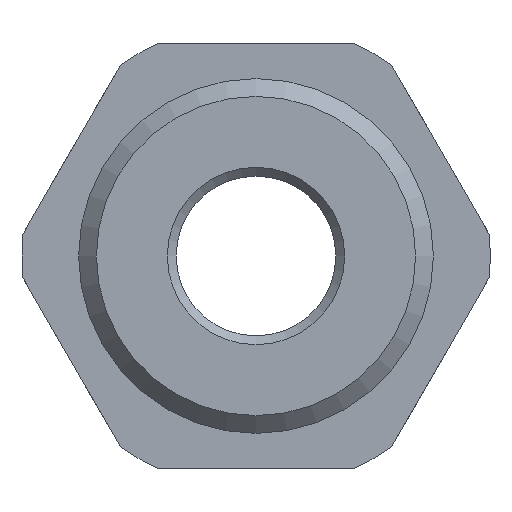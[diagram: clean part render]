
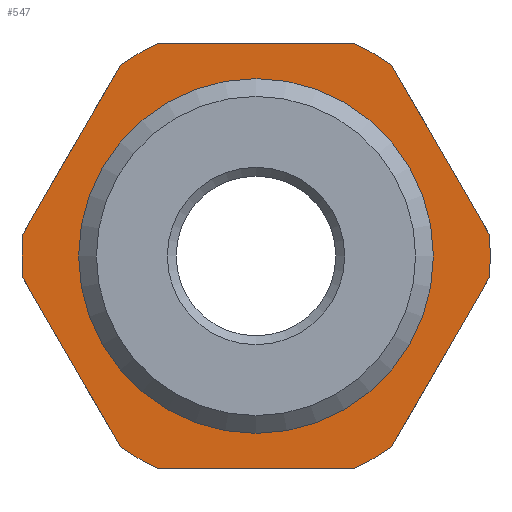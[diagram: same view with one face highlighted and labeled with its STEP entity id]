
A CAD part, left-side view. The second image highlights one B-rep face of the part: STEP entity #547.
In plain terms, the highlighted planar face has unit normal (-1, 0, 0).
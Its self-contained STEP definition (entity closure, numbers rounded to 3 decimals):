
#31 = DIRECTION ( 'NONE',  ( 1., 0., 0. ) ) ;
#44 = EDGE_CURVE ( 'NONE', #1319, #990, #781, .T. ) ;
#61 = DIRECTION ( 'NONE',  ( 0., 0., 1. ) ) ;
#80 = CARTESIAN_POINT ( 'NONE',  ( 20.3, 7.643, 10.762 ) ) ;
#94 = VERTEX_POINT ( 'NONE', #140 ) ;
#113 = CARTESIAN_POINT ( 'NONE',  ( 20.3, 0., 0. ) ) ;
#119 = CARTESIAN_POINT ( 'NONE',  ( 20.3, 6.062, -13.5 ) ) ;
#140 = CARTESIAN_POINT ( 'NONE',  ( 20.3, -7.643, 10.762 ) ) ;
#161 = DIRECTION ( 'NONE',  ( 0., 0., 1. ) ) ;
#193 = CARTESIAN_POINT ( 'NONE',  ( 20.3, 0., 0. ) ) ;
#199 = CARTESIAN_POINT ( 'NONE',  ( 20.3, -5.499, -12. ) ) ;
#204 = DIRECTION ( 'NONE',  ( -1., 0., 0. ) ) ;
#205 = CARTESIAN_POINT ( 'NONE',  ( 20.3, 0., 0. ) ) ;
#214 = LINE ( 'NONE', #931, #1081 ) ;
#237 = VERTEX_POINT ( 'NONE', #663 ) ;
#259 = CARTESIAN_POINT ( 'NONE',  ( 20.3, 0., 0. ) ) ;
#272 = EDGE_CURVE ( 'NONE', #580, #410, #531, .T. ) ;
#278 = DIRECTION ( 'NONE',  ( -1., 0., 0. ) ) ;
#281 = ORIENTED_EDGE ( 'NONE', *, *, #644, .T. ) ;
#297 = DIRECTION ( 'NONE',  ( 0., 0., -1. ) ) ;
#298 = ORIENTED_EDGE ( 'NONE', *, *, #565, .T. ) ;
#299 = VERTEX_POINT ( 'NONE', #345 ) ;
#311 = AXIS2_PLACEMENT_3D ( 'NONE', #205, #409, #712 ) ;
#337 = LINE ( 'NONE', #871, #1047 ) ;
#345 = CARTESIAN_POINT ( 'NONE',  ( 20.3, 5.499, -12. ) ) ;
#361 = AXIS2_PLACEMENT_3D ( 'NONE', #193, #278, #999 ) ;
#405 = AXIS2_PLACEMENT_3D ( 'NONE', #1088, #1092, #1309 ) ;
#409 = DIRECTION ( 'NONE',  ( -1., 0., 0. ) ) ;
#410 = VERTEX_POINT ( 'NONE', #895 ) ;
#418 = ORIENTED_EDGE ( 'NONE', *, *, #552, .T. ) ;
#420 = CARTESIAN_POINT ( 'NONE',  ( 20.3, 0., 12. ) ) ;
#424 = DIRECTION ( 'NONE',  ( 0., 0., -1. ) ) ;
#433 = EDGE_CURVE ( 'NONE', #1083, #780, #806, .T. ) ;
#442 = CARTESIAN_POINT ( 'NONE',  ( 20.3, 0., -12. ) ) ;
#457 = CARTESIAN_POINT ( 'NONE',  ( 20.3, 0., 0. ) ) ;
#461 = CARTESIAN_POINT ( 'NONE',  ( 20.3, -13.142, 1.238 ) ) ;
#470 = EDGE_CURVE ( 'NONE', #237, #299, #575, .T. ) ;
#484 = ORIENTED_EDGE ( 'NONE', *, *, #797, .T. ) ;
#486 = AXIS2_PLACEMENT_3D ( 'NONE', #457, #858, #61 ) ;
#491 = CIRCLE ( 'NONE', #1151, 13.2 ) ;
#520 = DIRECTION ( 'NONE',  ( 1., 0., 0. ) ) ;
#523 = DIRECTION ( 'NONE',  ( 0., 1., 0. ) ) ;
#528 = DIRECTION ( 'NONE',  ( 0., -0.5, -0.866 ) ) ;
#531 = CIRCLE ( 'NONE', #1171, 13.2 ) ;
#547 = ADVANCED_FACE ( 'NONE', ( #816, #1248 ), #809, .F. ) ;
#549 = AXIS2_PLACEMENT_3D ( 'NONE', #728, #31, #297 ) ;
#552 = EDGE_CURVE ( 'NONE', #780, #94, #214, .T. ) ;
#559 = CARTESIAN_POINT ( 'NONE',  ( 20.3, 13.142, 1.238 ) ) ;
#565 = EDGE_CURVE ( 'NONE', #94, #978, #607, .T. ) ;
#575 = CIRCLE ( 'NONE', #361, 13.2 ) ;
#577 = CARTESIAN_POINT ( 'NONE',  ( 20.3, -5.499, 12. ) ) ;
#580 = VERTEX_POINT ( 'NONE', #199 ) ;
#586 = ORIENTED_EDGE ( 'NONE', *, *, #863, .T. ) ;
#600 = CARTESIAN_POINT ( 'NONE',  ( 20.3, -13.142, -1.238 ) ) ;
#607 = CIRCLE ( 'NONE', #311, 13.2 ) ;
#608 = DIRECTION ( 'NONE',  ( 0., 0., 1. ) ) ;
#615 = DIRECTION ( 'NONE',  ( 0., 0.5, 0.866 ) ) ;
#622 = EDGE_CURVE ( 'NONE', #1227, #1227, #709, .T. ) ;
#644 = EDGE_CURVE ( 'NONE', #1168, #237, #1023, .T. ) ;
#655 = VECTOR ( 'NONE', #523, 1000. ) ;
#663 = CARTESIAN_POINT ( 'NONE',  ( 20.3, 7.643, -10.762 ) ) ;
#687 = EDGE_LOOP ( 'NONE', ( #1232 ) ) ;
#709 = CIRCLE ( 'NONE', #1016, 10. ) ;
#712 = DIRECTION ( 'NONE',  ( 0., 0., 1. ) ) ;
#724 = ORIENTED_EDGE ( 'NONE', *, *, #44, .T. ) ;
#728 = CARTESIAN_POINT ( 'NONE',  ( 20.3, 0., -10. ) ) ;
#763 = VECTOR ( 'NONE', #1167, 1000. ) ;
#780 = VERTEX_POINT ( 'NONE', #461 ) ;
#781 = CIRCLE ( 'NONE', #486, 13.2 ) ;
#785 = VERTEX_POINT ( 'NONE', #559 ) ;
#788 = CARTESIAN_POINT ( 'NONE',  ( 20.3, -6.062, -13.5 ) ) ;
#797 = EDGE_CURVE ( 'NONE', #299, #580, #1154, .T. ) ;
#798 = CARTESIAN_POINT ( 'NONE',  ( 20.3, 0., -10. ) ) ;
#806 = CIRCLE ( 'NONE', #405, 13.2 ) ;
#809 = PLANE ( 'NONE',  #549 ) ;
#816 = FACE_BOUND ( 'NONE', #687, .T. ) ;
#858 = DIRECTION ( 'NONE',  ( -1., 0., 0. ) ) ;
#863 = EDGE_CURVE ( 'NONE', #990, #785, #337, .T. ) ;
#871 = CARTESIAN_POINT ( 'NONE',  ( 20.3, 14.722, -1.5 ) ) ;
#892 = VECTOR ( 'NONE', #528, 1000. ) ;
#895 = CARTESIAN_POINT ( 'NONE',  ( 20.3, -7.643, -10.762 ) ) ;
#904 = ORIENTED_EDGE ( 'NONE', *, *, #1285, .T. ) ;
#905 = DIRECTION ( 'NONE',  ( 0., -0.5, 0.866 ) ) ;
#916 = LINE ( 'NONE', #420, #655 ) ;
#921 = ORIENTED_EDGE ( 'NONE', *, *, #433, .T. ) ;
#931 = CARTESIAN_POINT ( 'NONE',  ( 20.3, -14.722, -1.5 ) ) ;
#969 = DIRECTION ( 'NONE',  ( -1., 0., 0. ) ) ;
#978 = VERTEX_POINT ( 'NONE', #577 ) ;
#990 = VERTEX_POINT ( 'NONE', #80 ) ;
#999 = DIRECTION ( 'NONE',  ( 0., 0., 1. ) ) ;
#1000 = EDGE_CURVE ( 'NONE', #410, #1083, #1102, .T. ) ;
#1014 = ORIENTED_EDGE ( 'NONE', *, *, #1224, .T. ) ;
#1016 = AXIS2_PLACEMENT_3D ( 'NONE', #113, #520, #424 ) ;
#1023 = LINE ( 'NONE', #119, #892 ) ;
#1032 = CARTESIAN_POINT ( 'NONE',  ( 20.3, 5.499, 12. ) ) ;
#1047 = VECTOR ( 'NONE', #1160, 1000. ) ;
#1048 = CARTESIAN_POINT ( 'NONE',  ( 20.3, 13.142, -1.238 ) ) ;
#1081 = VECTOR ( 'NONE', #615, 1000. ) ;
#1083 = VERTEX_POINT ( 'NONE', #600 ) ;
#1088 = CARTESIAN_POINT ( 'NONE',  ( 20.3, 0., 0. ) ) ;
#1092 = DIRECTION ( 'NONE',  ( -1., 0., 0. ) ) ;
#1102 = LINE ( 'NONE', #788, #1234 ) ;
#1140 = CARTESIAN_POINT ( 'NONE',  ( 20.3, 0., 0. ) ) ;
#1151 = AXIS2_PLACEMENT_3D ( 'NONE', #1140, #204, #608 ) ;
#1154 = LINE ( 'NONE', #442, #763 ) ;
#1160 = DIRECTION ( 'NONE',  ( 0., 0.5, -0.866 ) ) ;
#1167 = DIRECTION ( 'NONE',  ( 0., -1., 0. ) ) ;
#1168 = VERTEX_POINT ( 'NONE', #1048 ) ;
#1171 = AXIS2_PLACEMENT_3D ( 'NONE', #259, #969, #161 ) ;
#1224 = EDGE_CURVE ( 'NONE', #785, #1168, #491, .T. ) ;
#1227 = VERTEX_POINT ( 'NONE', #798 ) ;
#1232 = ORIENTED_EDGE ( 'NONE', *, *, #622, .T. ) ;
#1234 = VECTOR ( 'NONE', #905, 1000. ) ;
#1248 = FACE_OUTER_BOUND ( 'NONE', #1297, .T. ) ;
#1272 = ORIENTED_EDGE ( 'NONE', *, *, #470, .T. ) ;
#1285 = EDGE_CURVE ( 'NONE', #978, #1319, #916, .T. ) ;
#1291 = ORIENTED_EDGE ( 'NONE', *, *, #1000, .T. ) ;
#1297 = EDGE_LOOP ( 'NONE', ( #1014, #281, #1272, #484, #1320, #1291, #921, #418, #298, #904, #724, #586 ) ) ;
#1309 = DIRECTION ( 'NONE',  ( 0., 0., 1. ) ) ;
#1319 = VERTEX_POINT ( 'NONE', #1032 ) ;
#1320 = ORIENTED_EDGE ( 'NONE', *, *, #272, .T. ) ;
